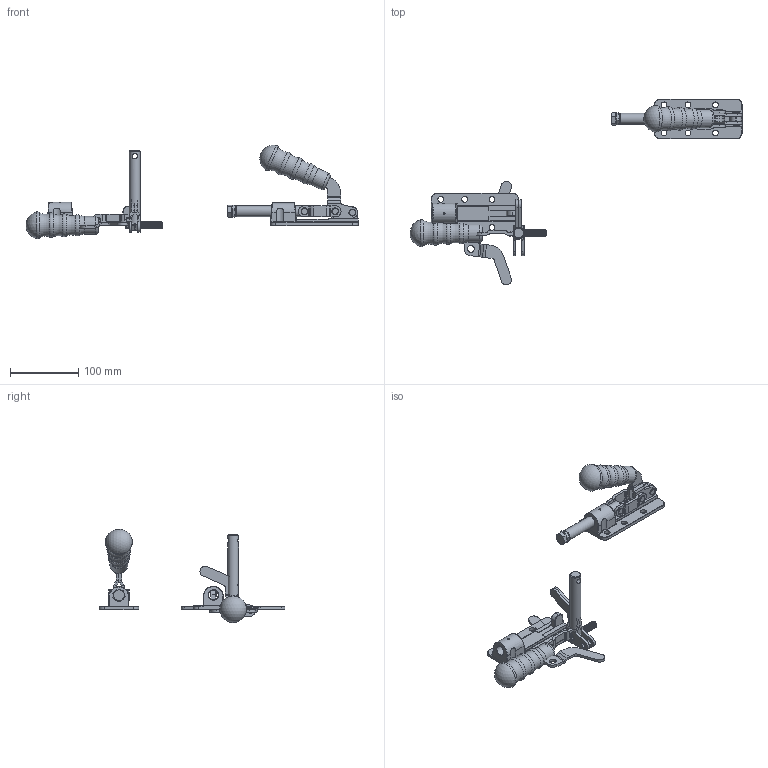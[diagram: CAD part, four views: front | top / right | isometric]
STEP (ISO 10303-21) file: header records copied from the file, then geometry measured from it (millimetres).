
FILE_DESCRIPTION( ( 'Unknown' ), '1' );
FILE_NAME( '320_UPINKA.stp', 'Unknown', ( 'Unknown' ), ( 'Unknown' ), 'PSStep 14.0', 'Unknown', ' ' );
FILE_SCHEMA( ( 'AUTOMOTIVE_DESIGN { 1 0 10303 214 1 1 1 1 }' ) );
Length unit declared in the file: millimetre
Products named in the file (15): Assem1; 320004-M_OVLADACI PAKA; 820009_POUZDRO 8x16; 320005_OVLADACI PAKA P; 320004_OVLADACI PAKA L; 320003_PIST; 320002_TAHLO; 320002_TAHLO-oa0; 800085_SROUB M10x40-CSN ISO 4017; 800006_MATICE M10_DIN4398; 940004_RUKOJET 16x8; 721018_NYT 8x18; 721026_NYT 8x26; 721026_NYT 8x26-oa1; 320001-O_TELO-ODLITEK
Bounding box: 485.33 x 271.74 x 136.64 mm (x, y, z)
Volume: 376180.2 mm3; surface area: 146021.8 mm2
Topology: 29 solids, 29 shells, 886 faces, 2022 edges, 1208 vertices
Faces by surface type: cylinder 304, plane 278, cone 146, torus 96, bspline 52, sphere 10
Full cylindrical faces by diameter (mm): 2.5 x2, 8 x25, 8.376 x10, 8.5 x12, 10 x66, 10.2 x3, 14.3 x2, 14.63 x2, 16 x2, 26.044 x2
Entity records: 14559 total; most frequent: CARTESIAN_POINT 2705, DIRECTION 1838, ORIENTED_EDGE 1470, AXIS2_PLACEMENT_3D 766, EDGE_CURVE 735, EDGE_LOOP 620, VERTEX_POINT 531, FACE_OUTER_BOUND 505
